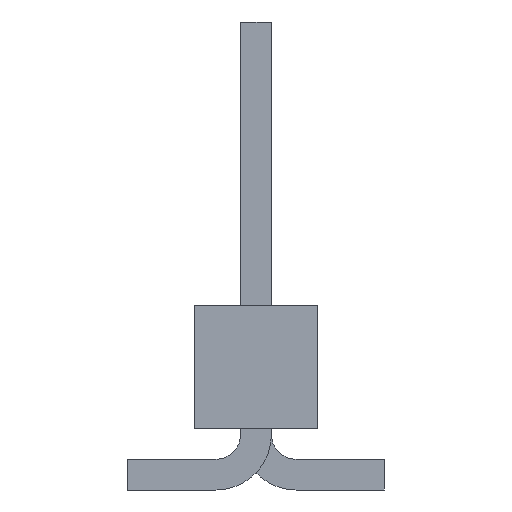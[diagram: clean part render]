
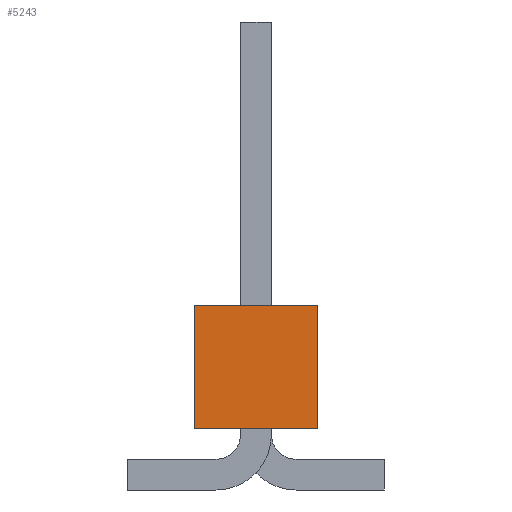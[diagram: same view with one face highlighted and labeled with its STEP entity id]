
A CAD part, left-side view. The second image highlights one B-rep face of the part: STEP entity #5243.
In plain terms, the highlighted face is planar.
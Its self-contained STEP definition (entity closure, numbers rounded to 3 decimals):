
#1172 = VERTEX_POINT('',#1173);
#1173 = CARTESIAN_POINT('',(21.59,1.27,1.27));
#1179 = EDGE_CURVE('',#1172,#1180,#1182,.T.);
#1180 = VERTEX_POINT('',#1181);
#1181 = CARTESIAN_POINT('',(21.59,1.27,-1.27));
#1182 = LINE('',#1183,#1184);
#1183 = CARTESIAN_POINT('',(21.59,1.27,1.27));
#1184 = VECTOR('',#1185,1.);
#1185 = DIRECTION('',(0.,0.,-1.));
#2774 = VERTEX_POINT('',#2775);
#2775 = CARTESIAN_POINT('',(21.59,-1.27,-1.27));
#2781 = EDGE_CURVE('',#2782,#2774,#2784,.T.);
#2782 = VERTEX_POINT('',#2783);
#2783 = CARTESIAN_POINT('',(21.59,-1.27,1.27));
#2784 = LINE('',#2785,#2786);
#2785 = CARTESIAN_POINT('',(21.59,-1.27,1.27));
#2786 = VECTOR('',#2787,1.);
#2787 = DIRECTION('',(0.,0.,-1.));
#3690 = EDGE_CURVE('',#1180,#2774,#3691,.T.);
#3691 = LINE('',#3692,#3693);
#3692 = CARTESIAN_POINT('',(21.59,1.27,-1.27));
#3693 = VECTOR('',#3694,1.);
#3694 = DIRECTION('',(0.,-1.,0.));
#3712 = EDGE_CURVE('',#1172,#2782,#3713,.T.);
#3713 = LINE('',#3714,#3715);
#3714 = CARTESIAN_POINT('',(21.59,1.27,1.27));
#3715 = VECTOR('',#3716,1.);
#3716 = DIRECTION('',(0.,-1.,0.));
#5243 = ADVANCED_FACE('',(#5244),#5250,.F.);
#5244 = FACE_BOUND('',#5245,.T.);
#5245 = EDGE_LOOP('',(#5246,#5247,#5248,#5249));
#5246 = ORIENTED_EDGE('',*,*,#2781,.T.);
#5247 = ORIENTED_EDGE('',*,*,#3690,.F.);
#5248 = ORIENTED_EDGE('',*,*,#1179,.F.);
#5249 = ORIENTED_EDGE('',*,*,#3712,.T.);
#5250 = PLANE('',#5251);
#5251 = AXIS2_PLACEMENT_3D('',#5252,#5253,#5254);
#5252 = CARTESIAN_POINT('',(21.59,1.27,1.27));
#5253 = DIRECTION('',(-1.,0.,0.));
#5254 = DIRECTION('',(0.,0.,1.));
